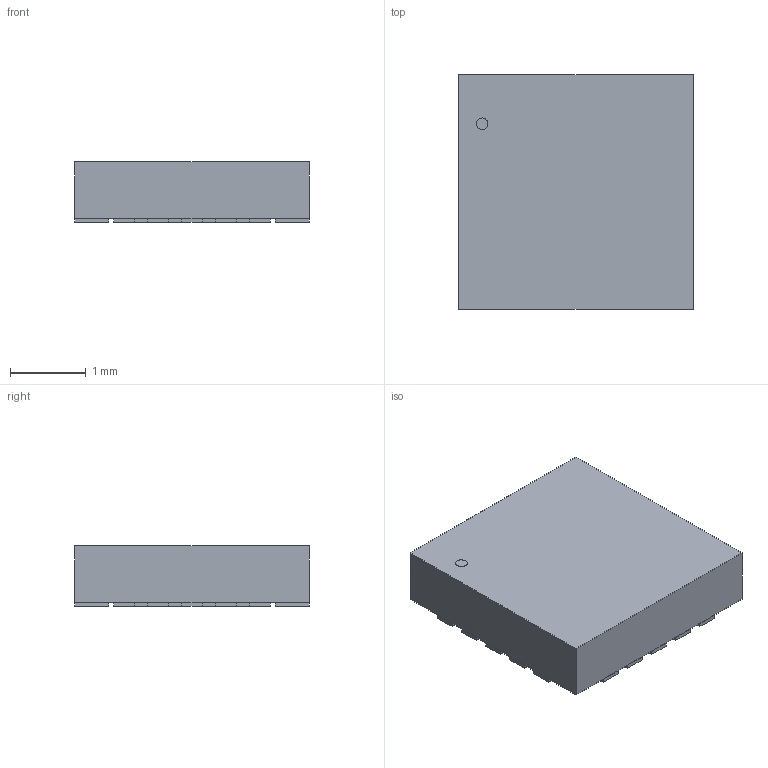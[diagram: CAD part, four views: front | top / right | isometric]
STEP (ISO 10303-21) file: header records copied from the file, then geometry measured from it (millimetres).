
FILE_DESCRIPTION(('STEP AP214'),'1');
FILE_NAME('20M2_ATM','2022-02-04T19:48:10',(''),(''),'','','');
FILE_SCHEMA(('AUTOMOTIVE_DESIGN'));
Length unit declared in the file: millimetre
Products named in the file (1): product
Bounding box: 3.1 x 3.1 x 0.8 mm (x, y, z)
Volume: 7.5 mm3; surface area: 41 mm2
Topology: 23 solids, 23 shells, 135 faces, 267 edges, 178 vertices
Faces by surface type: plane 134, cylinder 1
Full cylindrical faces by diameter (mm): 0.155 x1
Entity records: 3280 total; most frequent: DIRECTION 542, ORIENTED_EDGE 532, CARTESIAN_POINT 317, EDGE_CURVE 266, LINE 264, VECTOR 264, VERTEX_POINT 178, AXIS2_PLACEMENT_3D 139
